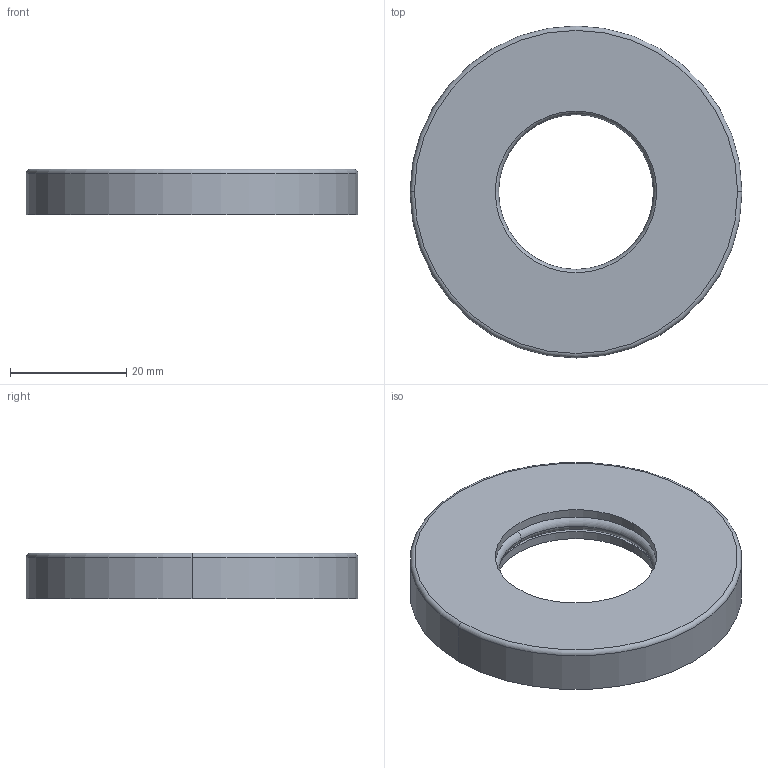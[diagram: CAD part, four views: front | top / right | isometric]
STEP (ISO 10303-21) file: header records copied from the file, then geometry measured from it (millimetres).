
FILE_DESCRIPTION((''),'2;1');
FILE_NAME('206-302','2024-08-02T11:01:50',('rsmith'),(''),'CREO PARAMETRIC BY PTC INC, 2023134','CREO PARAMETRIC BY PTC INC, 2023134','');
FILE_SCHEMA(('CONFIG_CONTROL_DESIGN'));
Length unit declared in the file: inch
Products named in the file (1): 206-302
Bounding box: 57.15 x 57.15 x 7.87 mm (x, y, z)
Volume: 12762.9 mm3; surface area: 7275.9 mm2
Topology: 2 solids, 2 shells, 21 faces, 42 edges, 26 vertices
Faces by surface type: cylinder 10, torus 6, plane 5
Entity records: 606 total; most frequent: DIRECTION 116, CARTESIAN_POINT 89, ORIENTED_EDGE 84, AXIS2_PLACEMENT_3D 53, EDGE_CURVE 42, CIRCLE 32, VERTEX_POINT 26, EDGE_LOOP 26
